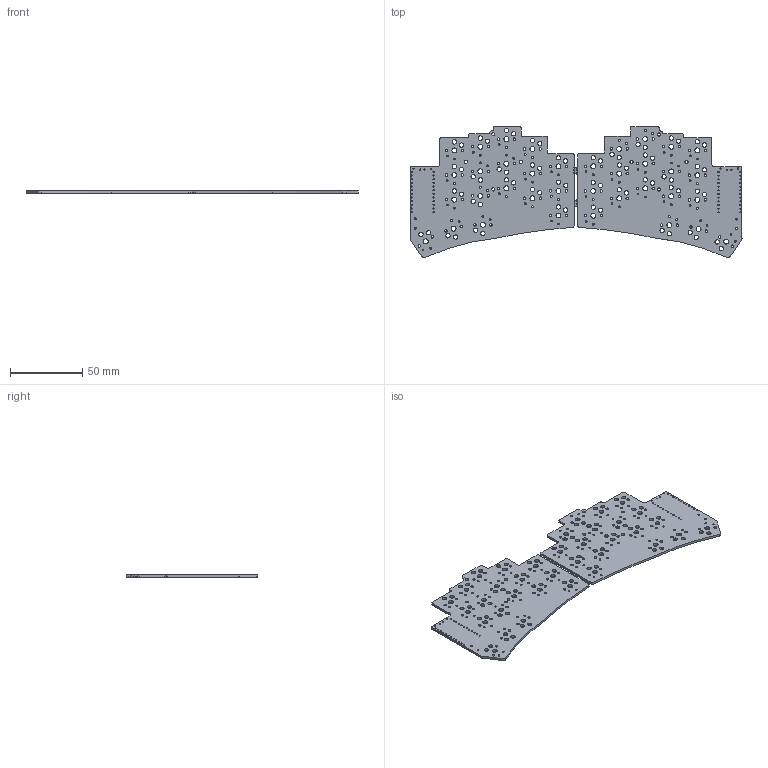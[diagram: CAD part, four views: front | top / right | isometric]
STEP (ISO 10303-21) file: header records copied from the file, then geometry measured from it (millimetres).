
FILE_DESCRIPTION(('KiCad electronic assembly'),'2;1');
FILE_NAME('Swept_3x5.step','2022-07-24T20:07:01',('Pcbnew'),('Kicad'), 'Open CASCADE STEP processor 7.6','KiCad to STEP converter','Unknown' );
FILE_SCHEMA(('AUTOMOTIVE_DESIGN { 1 0 10303 214 1 1 1 1 }'));
Length unit declared in the file: millimetre
Products named in the file (2): Swept_3x5 1; Swept_3x5 PCB
Assembly tree (1 placements, depth 2):
  Swept_3x5 1
    Swept_3x5 PCB
Bounding box: 229.83 x 90.74 x 1.6 mm (x, y, z)
Volume: 22504.3 mm3; surface area: 32503.2 mm2
Topology: 1 solids, 1 shells, 421 faces, 1257 edges, 838 vertices
Faces by surface type: cylinder 379, plane 42
Full cylindrical faces by diameter (mm): 0.5 x20, 0.813 x52, 0.9 x4, 1.27 x72, 1.3 x4, 1.702 x72, 2.2 x8, 3 x72, 3.429 x36
Entity records: 34635 total; most frequent: CARTESIAN_POINT 9580, DIRECTION 4617, ORIENTED_EDGE 2514, PCURVE 2514, DEFINITIONAL_REPRESENTATION 2514, LINE 2255, VECTOR 2255, EDGE_CURVE 1257
